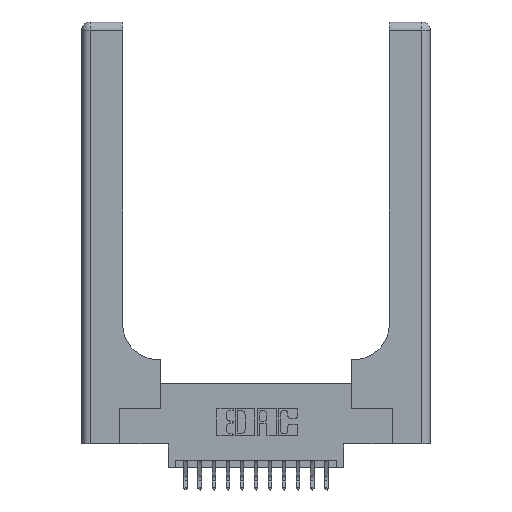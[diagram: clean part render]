
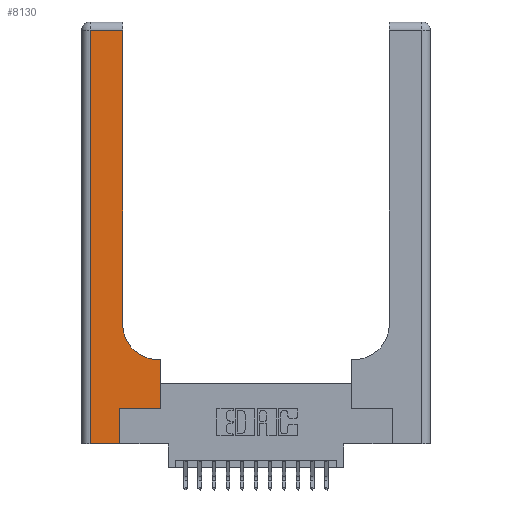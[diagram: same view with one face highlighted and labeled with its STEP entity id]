
A CAD part, top view. The second image highlights one B-rep face of the part: STEP entity #8130.
In plain terms, the highlighted planar face has unit normal (0, 0, 1).
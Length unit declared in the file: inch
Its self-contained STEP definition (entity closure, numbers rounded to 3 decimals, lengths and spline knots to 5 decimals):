
#70 = AXIS2_PLACEMENT_3D ( 'NONE', #10550, #2040, #11974 ) ;
#94 = LINE ( 'NONE', #5347, #7195 ) ;
#763 = VERTEX_POINT ( 'NONE', #10268 ) ;
#876 = EDGE_CURVE ( 'NONE', #11795, #6287, #6644, .T. ) ;
#1105 = ORIENTED_EDGE ( 'NONE', *, *, #11665, .T. ) ;
#1510 = CARTESIAN_POINT ( 'NONE',  ( 0.2915, 0.85, 0.37 ) ) ;
#2040 = DIRECTION ( 'NONE',  ( 0., 0., -1. ) ) ;
#2419 = LINE ( 'NONE', #11697, #5772 ) ;
#2849 = VECTOR ( 'NONE', #5221, 39.37008 ) ;
#3020 = EDGE_LOOP ( 'NONE', ( #3390, #11748, #15253, #8460, #12972, #1105, #11812, #17454, #15353 ) ) ;
#3143 = VERTEX_POINT ( 'NONE', #14449 ) ;
#3290 = LINE ( 'NONE', #3760, #2849 ) ;
#3390 = ORIENTED_EDGE ( 'NONE', *, *, #18004, .T. ) ;
#3760 = CARTESIAN_POINT ( 'NONE',  ( 0.06, 3., 0.37 ) ) ;
#4962 = CARTESIAN_POINT ( 'NONE',  ( 0., 2.94, 0.37 ) ) ;
#5007 = VECTOR ( 'NONE', #14027, 39.37008 ) ;
#5221 = DIRECTION ( 'NONE',  ( 0., -1., 0. ) ) ;
#5232 = CIRCLE ( 'NONE', #9234, 0.25 ) ;
#5347 = CARTESIAN_POINT ( 'NONE',  ( 0., 0., 0.37 ) ) ;
#5772 = VECTOR ( 'NONE', #14545, 39.37008 ) ;
#5803 = VECTOR ( 'NONE', #14546, 39.37008 ) ;
#6287 = VERTEX_POINT ( 'NONE', #17594 ) ;
#6319 = CARTESIAN_POINT ( 'NONE',  ( 0.5585, 0.25, 0.37 ) ) ;
#6644 = LINE ( 'NONE', #4962, #13722 ) ;
#6783 = DIRECTION ( 'NONE',  ( 1., 0., 0. ) ) ;
#6826 = VERTEX_POINT ( 'NONE', #7680 ) ;
#7195 = VECTOR ( 'NONE', #6783, 39.37008 ) ;
#7320 = VERTEX_POINT ( 'NONE', #1510 ) ;
#7474 = FACE_OUTER_BOUND ( 'NONE', #3020, .T. ) ;
#7493 = CARTESIAN_POINT ( 'NONE',  ( 0.269, 0.25, 0.37 ) ) ;
#7680 = CARTESIAN_POINT ( 'NONE',  ( 0.269, 0., 0.37 ) ) ;
#7714 = DIRECTION ( 'NONE',  ( 0., 1., 0. ) ) ;
#7920 = LINE ( 'NONE', #10493, #15011 ) ;
#7935 = DIRECTION ( 'NONE',  ( 0., 0., -1. ) ) ;
#8128 = EDGE_CURVE ( 'NONE', #9238, #763, #7920, .T. ) ;
#8130 = ADVANCED_FACE ( 'NONE', ( #7474 ), #16186, .F. ) ;
#8398 = CARTESIAN_POINT ( 'NONE',  ( 0.2915, 0.6, 0.37 ) ) ;
#8460 = ORIENTED_EDGE ( 'NONE', *, *, #10161, .T. ) ;
#8854 = EDGE_CURVE ( 'NONE', #16114, #7320, #5232, .T. ) ;
#9082 = CARTESIAN_POINT ( 'NONE',  ( 0.269, 0., 0.37 ) ) ;
#9234 = AXIS2_PLACEMENT_3D ( 'NONE', #16420, #7935, #17834 ) ;
#9238 = VERTEX_POINT ( 'NONE', #6319 ) ;
#9910 = EDGE_CURVE ( 'NONE', #6826, #3143, #14968, .T. ) ;
#10161 = EDGE_CURVE ( 'NONE', #12093, #6826, #94, .T. ) ;
#10268 = CARTESIAN_POINT ( 'NONE',  ( 0.5585, 0.6, 0.37 ) ) ;
#10493 = CARTESIAN_POINT ( 'NONE',  ( 0.5585, 0.25, 0.37 ) ) ;
#10496 = DIRECTION ( 'NONE',  ( 0., 1., 0. ) ) ;
#10550 = CARTESIAN_POINT ( 'NONE',  ( 0., 3., 0.37 ) ) ;
#11194 = VECTOR ( 'NONE', #10496, 39.37008 ) ;
#11497 = CARTESIAN_POINT ( 'NONE',  ( 0.06, 0., 0.37 ) ) ;
#11665 = EDGE_CURVE ( 'NONE', #3143, #9238, #14222, .T. ) ;
#11697 = CARTESIAN_POINT ( 'NONE',  ( 0.2915, 3., 0.37 ) ) ;
#11748 = ORIENTED_EDGE ( 'NONE', *, *, #876, .T. ) ;
#11795 = VERTEX_POINT ( 'NONE', #14919 ) ;
#11812 = ORIENTED_EDGE ( 'NONE', *, *, #8128, .T. ) ;
#11974 = DIRECTION ( 'NONE',  ( -1., 0., 0. ) ) ;
#12083 = LINE ( 'NONE', #8398, #5007 ) ;
#12093 = VERTEX_POINT ( 'NONE', #11497 ) ;
#12972 = ORIENTED_EDGE ( 'NONE', *, *, #9910, .T. ) ;
#13102 = EDGE_CURVE ( 'NONE', #6287, #12093, #3290, .T. ) ;
#13722 = VECTOR ( 'NONE', #16165, 39.37008 ) ;
#14027 = DIRECTION ( 'NONE',  ( -1., 0., 0. ) ) ;
#14222 = LINE ( 'NONE', #7493, #5803 ) ;
#14449 = CARTESIAN_POINT ( 'NONE',  ( 0.269, 0.25, 0.37 ) ) ;
#14545 = DIRECTION ( 'NONE',  ( 0., 1., 0. ) ) ;
#14546 = DIRECTION ( 'NONE',  ( 1., 0., 0. ) ) ;
#14919 = CARTESIAN_POINT ( 'NONE',  ( 0.2915, 2.94, 0.37 ) ) ;
#14968 = LINE ( 'NONE', #9082, #11194 ) ;
#15011 = VECTOR ( 'NONE', #7714, 39.37008 ) ;
#15253 = ORIENTED_EDGE ( 'NONE', *, *, #13102, .T. ) ;
#15309 = EDGE_CURVE ( 'NONE', #763, #16114, #12083, .T. ) ;
#15353 = ORIENTED_EDGE ( 'NONE', *, *, #8854, .T. ) ;
#15681 = CARTESIAN_POINT ( 'NONE',  ( 0.5415, 0.6, 0.37 ) ) ;
#16114 = VERTEX_POINT ( 'NONE', #15681 ) ;
#16165 = DIRECTION ( 'NONE',  ( -1., 0., 0. ) ) ;
#16186 = PLANE ( 'NONE',  #70 ) ;
#16420 = CARTESIAN_POINT ( 'NONE',  ( 0.5415, 0.85, 0.37 ) ) ;
#17454 = ORIENTED_EDGE ( 'NONE', *, *, #15309, .T. ) ;
#17594 = CARTESIAN_POINT ( 'NONE',  ( 0.06, 2.94, 0.37 ) ) ;
#17834 = DIRECTION ( 'NONE',  ( 1., 0., 0. ) ) ;
#18004 = EDGE_CURVE ( 'NONE', #7320, #11795, #2419, .T. ) ;
